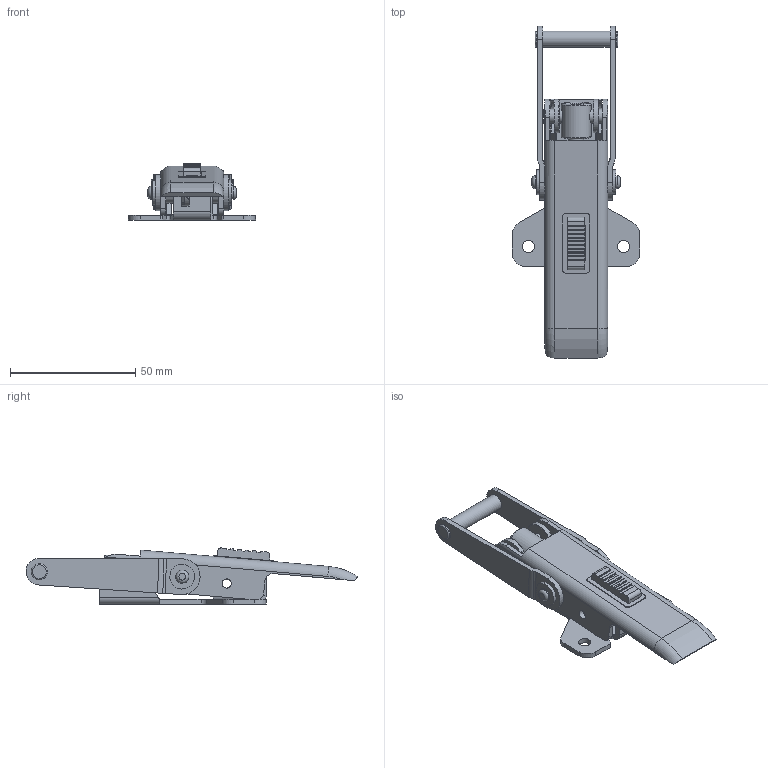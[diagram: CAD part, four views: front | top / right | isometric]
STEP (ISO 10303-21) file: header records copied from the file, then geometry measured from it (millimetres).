
FILE_DESCRIPTION(/* description */ (''),/* implementation_level */ '2;1');
FILE_NAME(/* name */ 'HL132-Y-SL.stp',/* time_stamp */ '2019-10-08T14:38:14+01:00',/* author */ ('RWilson'),/* organization */ (''),/* preprocessor_version */ 'ST-DEVELOPER v16.13',/* originating_system */ 'Autodesk Inventor 2018',/* authorisation */ '');
FILE_SCHEMA (('AUTOMOTIVE_DESIGN { 1 0 10303 214 3 1 1 }'));
Length unit declared in the file: millimetre
Products named in the file (2): 71-1273MSZN-YP_STEP; 71-1273MSZN-YP_Substitute_1
Assembly tree (1 placements, depth 2):
  71-1273MSZN-YP_STEP
    71-1273MSZN-YP_Substitute_1
Bounding box: 50.8 x 132.63 x 22.4 mm (x, y, z)
Volume: 20536.7 mm3; surface area: 22473.4 mm2
Topology: 3 solids, 3 shells, 413 faces, 1152 edges, 756 vertices
Faces by surface type: plane 222, cylinder 170, torus 16, cone 5
Full cylindrical faces by diameter (mm): 3.658 x2, 4.6 x1, 4.877 x4, 5.2 x2, 5.512 x1, 5.62 x1, 5.69 x2, 5.75 x2, 5.791 x2, 5.95 x1, 6 x3, 6.1 x2, 6.35 x1, 6.5 x2, 8 x1, 8.3 x2, 9.1 x1, 9.85 x2, 11.1 x1, 12 x1, 13.462 x2
Entity records: 13675 total; most frequent: CARTESIAN_POINT 2546, DIRECTION 2247, ORIENTED_EDGE 2154, EDGE_CURVE 1077, AXIS2_PLACEMENT_3D 781, VERTEX_POINT 733, LINE 685, VECTOR 685
